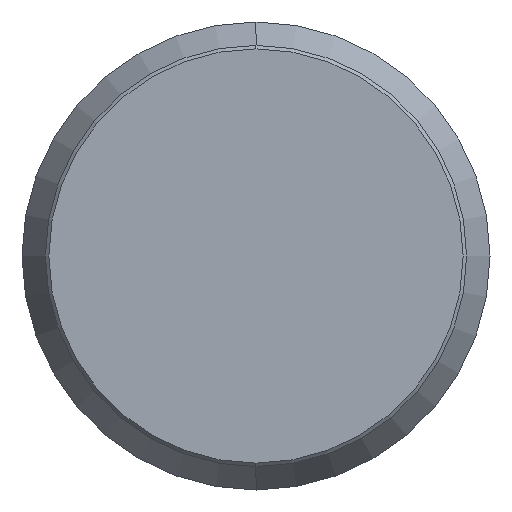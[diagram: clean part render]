
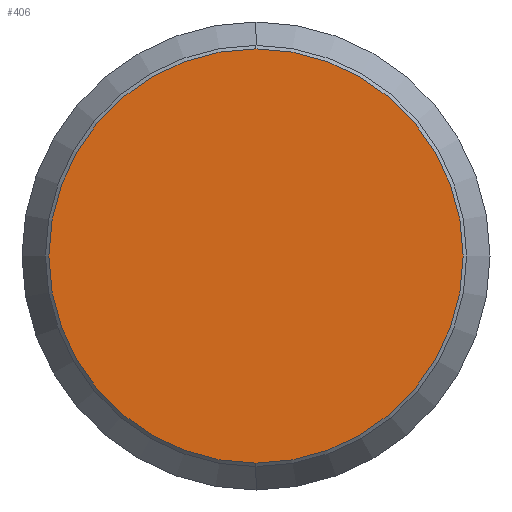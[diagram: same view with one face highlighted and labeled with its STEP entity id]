
A CAD part, left-side view. The second image highlights one B-rep face of the part: STEP entity #406.
In plain terms, the highlighted planar face has unit normal (-1, 0, 0).
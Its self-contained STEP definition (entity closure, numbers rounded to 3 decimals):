
#19 = FACE_OUTER_BOUND ( 'NONE', #42, .T. ) ;
#42 = EDGE_LOOP ( 'NONE', ( #272, #46 ) ) ;
#46 = ORIENTED_EDGE ( 'NONE', *, *, #350, .T. ) ;
#109 = DIRECTION ( 'NONE',  ( 1., 0., 0. ) ) ;
#113 = CARTESIAN_POINT ( 'NONE',  ( 0., 0., 0. ) ) ;
#139 = AXIS2_PLACEMENT_3D ( 'NONE', #445, #109, #255 ) ;
#171 = DIRECTION ( 'NONE',  ( 0., 0., 1. ) ) ;
#188 = AXIS2_PLACEMENT_3D ( 'NONE', #113, #476, #484 ) ;
#211 = CIRCLE ( 'NONE', #188, 17.7 ) ;
#224 = CARTESIAN_POINT ( 'NONE',  ( 0., 0., 0. ) ) ;
#234 = CARTESIAN_POINT ( 'NONE',  ( 0., 0., -17.7 ) ) ;
#251 = VERTEX_POINT ( 'NONE', #234 ) ;
#255 = DIRECTION ( 'NONE',  ( 0., 0., -1. ) ) ;
#272 = ORIENTED_EDGE ( 'NONE', *, *, #430, .T. ) ;
#350 = EDGE_CURVE ( 'NONE', #452, #251, #211, .T. ) ;
#353 = AXIS2_PLACEMENT_3D ( 'NONE', #224, #405, #171 ) ;
#401 = CARTESIAN_POINT ( 'NONE',  ( 0., 0., 17.7 ) ) ;
#405 = DIRECTION ( 'NONE',  ( -1., 0., 0. ) ) ;
#406 = ADVANCED_FACE ( 'NONE', ( #19 ), #491, .F. ) ;
#427 = CIRCLE ( 'NONE', #353, 17.7 ) ;
#430 = EDGE_CURVE ( 'NONE', #251, #452, #427, .T. ) ;
#445 = CARTESIAN_POINT ( 'NONE',  ( 0., 0., 0. ) ) ;
#452 = VERTEX_POINT ( 'NONE', #401 ) ;
#476 = DIRECTION ( 'NONE',  ( -1., 0., 0. ) ) ;
#484 = DIRECTION ( 'NONE',  ( 0., 0., 1. ) ) ;
#491 = PLANE ( 'NONE',  #139 ) ;
